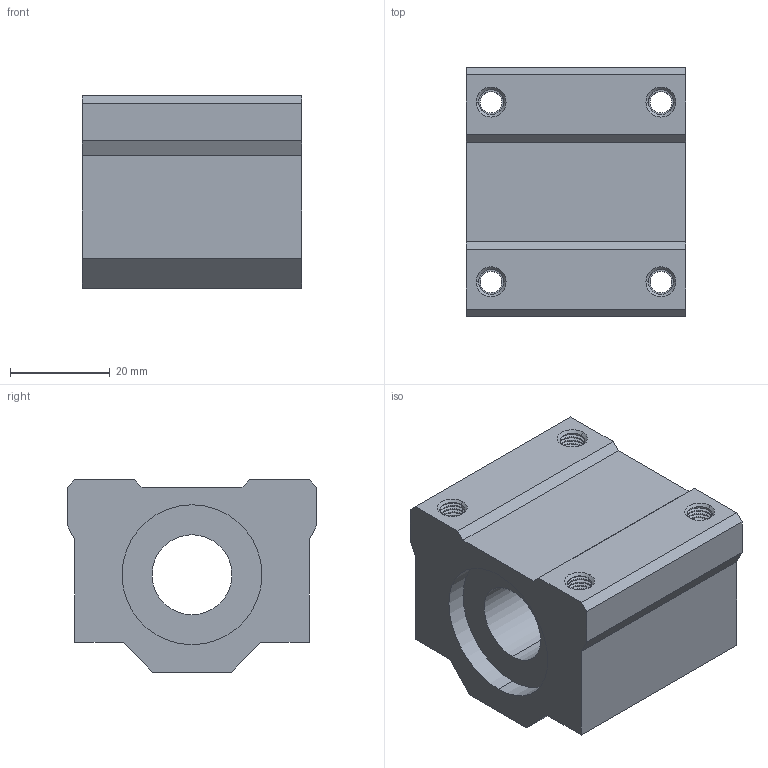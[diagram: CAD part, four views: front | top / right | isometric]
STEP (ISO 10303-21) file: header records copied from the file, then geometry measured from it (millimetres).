
FILE_DESCRIPTION (( 'STEP AP214' ), '1' );
FILE_NAME ('LinearBearing_SCS16UU.STEP', '2017-11-24T10:58:33', ( 'Jim' ), ( '' ), 'SwSTEP 2.0', 'SolidWorks 2017', '' );
FILE_SCHEMA (( 'AUTOMOTIVE_DESIGN' ));
Length unit declared in the file: millimetre
Products named in the file (1): LinearBearing_SCS16UU
Bounding box: 44 x 50 x 38.5 mm (x, y, z)
Volume: 58341.5 mm3; surface area: 15142.2 mm2
Topology: 1 solids, 1 shells, 204 faces, 552 edges, 356 vertices
Faces by surface type: cylinder 140, plane 34, cone 16, bspline 14
Entity records: 16116 total; most frequent: CARTESIAN_POINT 11687, ORIENTED_EDGE 1104, DIRECTION 750, EDGE_CURVE 552, VERTEX_POINT 356, AXIS2_PLACEMENT_3D 257, VECTOR 236, LINE 236
